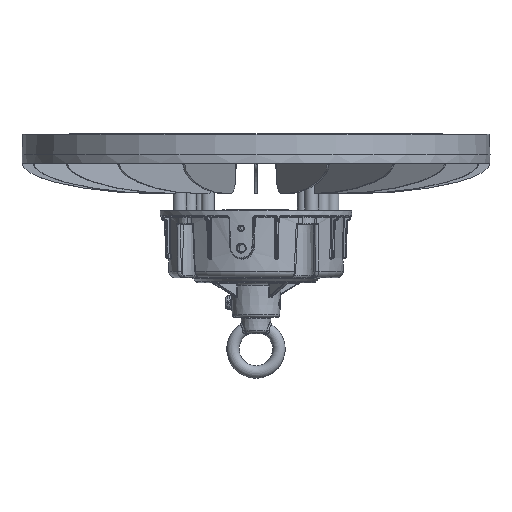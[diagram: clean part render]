
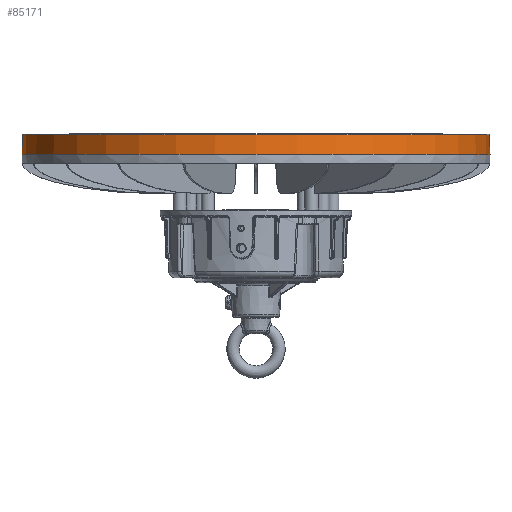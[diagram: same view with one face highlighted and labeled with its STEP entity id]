
A CAD part, top view. The second image highlights one B-rep face of the part: STEP entity #85171.
In plain terms, the highlighted conical face has half-angle 2.5 degrees and reference radius 139.734 mm.
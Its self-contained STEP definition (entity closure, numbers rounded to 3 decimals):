
#615 = EDGE_CURVE ( 'NONE', #76689, #76689, #2519, .T. ) ;
#1452 = FACE_BOUND ( 'NONE', #51317, .T. ) ;
#2129 = CARTESIAN_POINT ( 'NONE',  ( 141.694, 34.523, -141.694 ) ) ;
#2519 = CIRCLE ( 'NONE', #38675, 139.734 ) ;
#3488 = DIRECTION ( 'NONE',  ( 0., 0., -1. ) ) ;
#5008 = CONICAL_SURFACE ( 'NONE', #70721, 139.734, 0.044 ) ;
#6209 = CARTESIAN_POINT ( 'NONE',  ( 141.694, 46.345, -1.96 ) ) ;
#8115 = EDGE_LOOP ( 'NONE', ( #39031 ) ) ;
#8348 = DIRECTION ( 'NONE',  ( 0., 1., 0. ) ) ;
#10263 = CARTESIAN_POINT ( 'NONE',  ( 141.694, 46.345, -141.694 ) ) ;
#17545 = VERTEX_POINT ( 'NONE', #78720 ) ;
#19008 = CARTESIAN_POINT ( 'NONE',  ( 141.694, 46.345, -141.694 ) ) ;
#32524 = DIRECTION ( 'NONE',  ( 0., 0., 1. ) ) ;
#36371 = DIRECTION ( 'NONE',  ( 0., -1., 0. ) ) ;
#38675 = AXIS2_PLACEMENT_3D ( 'NONE', #10263, #41595, #56527 ) ;
#39031 = ORIENTED_EDGE ( 'NONE', *, *, #89394, .T. ) ;
#40124 = AXIS2_PLACEMENT_3D ( 'NONE', #2129, #8348, #32524 ) ;
#41595 = DIRECTION ( 'NONE',  ( 0., 1., 0. ) ) ;
#51317 = EDGE_LOOP ( 'NONE', ( #73329 ) ) ;
#56527 = DIRECTION ( 'NONE',  ( 0., 0., 1. ) ) ;
#61505 = CIRCLE ( 'NONE', #40124, 140.25 ) ;
#70721 = AXIS2_PLACEMENT_3D ( 'NONE', #19008, #36371, #3488 ) ;
#72946 = FACE_OUTER_BOUND ( 'NONE', #8115, .T. ) ;
#73329 = ORIENTED_EDGE ( 'NONE', *, *, #615, .F. ) ;
#76689 = VERTEX_POINT ( 'NONE', #6209 ) ;
#78720 = CARTESIAN_POINT ( 'NONE',  ( 141.694, 34.523, -1.444 ) ) ;
#85171 = ADVANCED_FACE ( 'NONE', ( #72946, #1452 ), #5008, .T. ) ;
#89394 = EDGE_CURVE ( 'NONE', #17545, #17545, #61505, .T. ) ;
